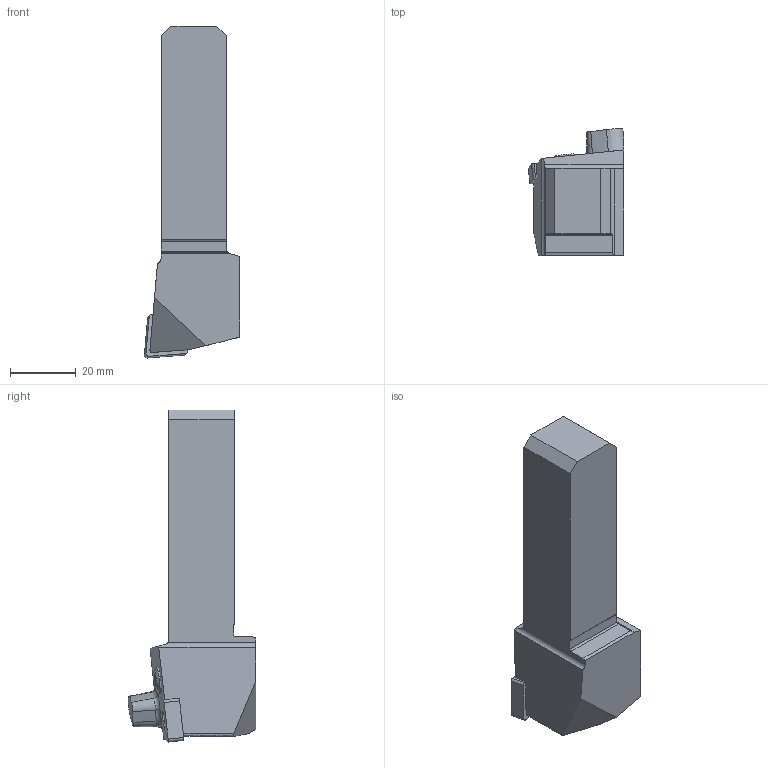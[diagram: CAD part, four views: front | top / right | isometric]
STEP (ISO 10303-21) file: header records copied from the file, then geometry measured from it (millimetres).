
FILE_DESCRIPTION(/* description */ (''),/* implementation_level */ '2;1');
FILE_NAME(/* name */ 'toolassembly_1.stp',/* time_stamp */ '2018-11-02T07:50:32+01:00',/* author */ (''),/* organization */ ('SMS'),/* preprocessor_version */ 'ST-DEVELOPER v15',/* originating_system */ 'SIEMENS PLM Software NX 8.5',/* authorisation */ '');
FILE_SCHEMA (('AUTOMOTIVE_DESIGN { 1 0 10303 214 3 1 1 1 }'));
Length unit declared in the file: millimetre
Products named in the file (4): IsoTurningInsert; ASSEMBLY_CONSTRUCTION; NOCUT; TOOLASSEMBLY_1
Assembly tree (3 placements, depth 2):
  TOOLASSEMBLY_1
    NOCUT
    ASSEMBLY_CONSTRUCTION
    IsoTurningInsert
Bounding box: 29 x 38.72 x 101 mm (x, y, z)
Volume: 49337.5 mm3; surface area: 10841.3 mm2
Topology: 2 solids, 2 shells, 79 faces, 211 edges, 144 vertices
Faces by surface type: plane 43, cylinder 20, cone 8, torus 7, extrusion 1
Full cylindrical faces by diameter (mm): 5.156 x2, 8 x1
Entity records: 2859 total; most frequent: CARTESIAN_POINT 745, DIRECTION 415, ORIENTED_EDGE 406, EDGE_CURVE 203, AXIS2_PLACEMENT_3D 150, VERTEX_POINT 136, VECTOR 115, LINE 114
